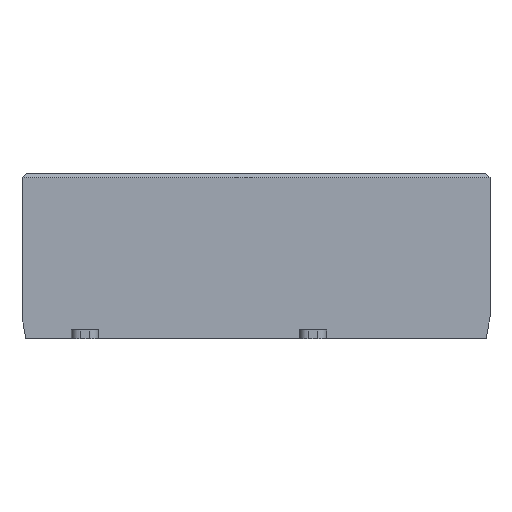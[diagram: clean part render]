
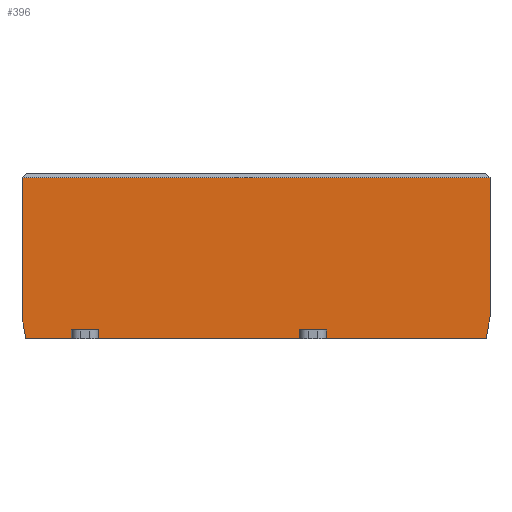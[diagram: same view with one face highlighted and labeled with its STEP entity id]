
A CAD part, front view. The second image highlights one B-rep face of the part: STEP entity #396.
In plain terms, the highlighted planar face has unit normal (0, -1, 0).
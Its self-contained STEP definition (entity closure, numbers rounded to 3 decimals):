
#14 = EDGE_CURVE ( 'NONE', #2278, #1260, #2000, .T. ) ;
#29 = DIRECTION ( 'NONE',  ( 1., 0., 0. ) ) ;
#52 = LINE ( 'NONE', #252, #2378 ) ;
#78 = VECTOR ( 'NONE', #420, 1000. ) ;
#87 = CARTESIAN_POINT ( 'NONE',  ( -5.21, -1.26, -5.7 ) ) ;
#112 = VECTOR ( 'NONE', #1583, 1000. ) ;
#126 = CARTESIAN_POINT ( 'NONE',  ( -5.21, -1.26, 0. ) ) ;
#190 = VERTEX_POINT ( 'NONE', #1849 ) ;
#244 = DIRECTION ( 'NONE',  ( 0.174, 0., 0.985 ) ) ;
#252 = CARTESIAN_POINT ( 'NONE',  ( 5.21, -1.26, -6.18 ) ) ;
#254 = VECTOR ( 'NONE', #770, 1000. ) ;
#256 = ORIENTED_EDGE ( 'NONE', *, *, #1481, .F. ) ;
#290 = EDGE_CURVE ( 'NONE', #825, #325, #52, .T. ) ;
#302 = ORIENTED_EDGE ( 'NONE', *, *, #2041, .T. ) ;
#317 = ORIENTED_EDGE ( 'NONE', *, *, #1335, .T. ) ;
#325 = VERTEX_POINT ( 'NONE', #867 ) ;
#330 = CARTESIAN_POINT ( 'NONE',  ( 5.21, -1.26, -6.18 ) ) ;
#345 = DIRECTION ( 'NONE',  ( -1., 0., 0. ) ) ;
#396 = ADVANCED_FACE ( 'NONE', ( #1966 ), #2150, .T. ) ;
#420 = DIRECTION ( 'NONE',  ( -1., 0., 0. ) ) ;
#455 = CARTESIAN_POINT ( 'NONE',  ( 5.122, -1.26, -6.2 ) ) ;
#479 = ORIENTED_EDGE ( 'NONE', *, *, #1115, .T. ) ;
#481 = LINE ( 'NONE', #330, #661 ) ;
#526 = DIRECTION ( 'NONE',  ( -1., 0., 0. ) ) ;
#551 = ORIENTED_EDGE ( 'NONE', *, *, #854, .T. ) ;
#585 = LINE ( 'NONE', #1406, #1202 ) ;
#598 = CARTESIAN_POINT ( 'NONE',  ( 5.125, -1.26, -6.18 ) ) ;
#632 = DIRECTION ( 'NONE',  ( -1., 0., 0. ) ) ;
#661 = VECTOR ( 'NONE', #526, 1000. ) ;
#678 = VECTOR ( 'NONE', #345, 1000. ) ;
#685 = LINE ( 'NONE', #87, #2242 ) ;
#701 = LINE ( 'NONE', #455, #2261 ) ;
#724 = VERTEX_POINT ( 'NONE', #2357 ) ;
#770 = DIRECTION ( 'NONE',  ( 0., 0., -1. ) ) ;
#773 = EDGE_CURVE ( 'NONE', #190, #1151, #1361, .T. ) ;
#778 = ORIENTED_EDGE ( 'NONE', *, *, #14, .F. ) ;
#825 = VERTEX_POINT ( 'NONE', #598 ) ;
#854 = EDGE_CURVE ( 'NONE', #2098, #724, #585, .T. ) ;
#855 = EDGE_LOOP ( 'NONE', ( #1554, #904, #1468, #479, #1887, #256, #2219, #302, #317, #1644, #2463, #778, #1711, #551 ) ) ;
#867 = CARTESIAN_POINT ( 'NONE',  ( 1.57, -1.26, -6.18 ) ) ;
#895 = CARTESIAN_POINT ( 'NONE',  ( -4.11, -1.26, -5.99 ) ) ;
#901 = VECTOR ( 'NONE', #1869, 1000. ) ;
#904 = ORIENTED_EDGE ( 'NONE', *, *, #1558, .F. ) ;
#915 = VERTEX_POINT ( 'NONE', #1465 ) ;
#918 = DIRECTION ( 'NONE',  ( 0.174, 0., -0.985 ) ) ;
#936 = AXIS2_PLACEMENT_3D ( 'NONE', #126, #1565, #968 ) ;
#958 = CARTESIAN_POINT ( 'NONE',  ( 5.21, -1.26, -0.5 ) ) ;
#968 = DIRECTION ( 'NONE',  ( 0., 0., -1. ) ) ;
#983 = CARTESIAN_POINT ( 'NONE',  ( 0.97, -1.26, -5.99 ) ) ;
#1017 = EDGE_CURVE ( 'NONE', #2278, #2098, #2638, .T. ) ;
#1042 = CARTESIAN_POINT ( 'NONE',  ( -5.125, -1.26, -6.18 ) ) ;
#1087 = CARTESIAN_POINT ( 'NONE',  ( -3.51, -1.26, -5.99 ) ) ;
#1115 = EDGE_CURVE ( 'NONE', #190, #1182, #1920, .T. ) ;
#1151 = VERTEX_POINT ( 'NONE', #1698 ) ;
#1182 = VERTEX_POINT ( 'NONE', #1987 ) ;
#1187 = VECTOR ( 'NONE', #29, 1000. ) ;
#1202 = VECTOR ( 'NONE', #2573, 1000. ) ;
#1203 = CARTESIAN_POINT ( 'NONE',  ( -3.51, -1.26, -6.18 ) ) ;
#1208 = VECTOR ( 'NONE', #1488, 1000. ) ;
#1260 = VERTEX_POINT ( 'NONE', #1437 ) ;
#1298 = LINE ( 'NONE', #1087, #901 ) ;
#1335 = EDGE_CURVE ( 'NONE', #915, #325, #2257, .T. ) ;
#1361 = LINE ( 'NONE', #1841, #2272 ) ;
#1391 = EDGE_CURVE ( 'NONE', #1182, #1633, #1298, .T. ) ;
#1406 = CARTESIAN_POINT ( 'NONE',  ( -5.21, -1.26, -0.5 ) ) ;
#1437 = CARTESIAN_POINT ( 'NONE',  ( 5.21, -1.26, -5.7 ) ) ;
#1459 = CARTESIAN_POINT ( 'NONE',  ( 0.97, -1.26, -5.99 ) ) ;
#1465 = CARTESIAN_POINT ( 'NONE',  ( 1.57, -1.26, -5.99 ) ) ;
#1468 = ORIENTED_EDGE ( 'NONE', *, *, #773, .F. ) ;
#1481 = EDGE_CURVE ( 'NONE', #1824, #1633, #2541, .T. ) ;
#1488 = DIRECTION ( 'NONE',  ( 1., 0., 0. ) ) ;
#1554 = ORIENTED_EDGE ( 'NONE', *, *, #2596, .T. ) ;
#1558 = EDGE_CURVE ( 'NONE', #1151, #2218, #481, .T. ) ;
#1563 = DIRECTION ( 'NONE',  ( 0., 0., -1. ) ) ;
#1565 = DIRECTION ( 'NONE',  ( 0., -1., 0. ) ) ;
#1583 = DIRECTION ( 'NONE',  ( 0., 0., -1. ) ) ;
#1598 = LINE ( 'NONE', #983, #2615 ) ;
#1603 = EDGE_CURVE ( 'NONE', #2431, #1824, #1598, .T. ) ;
#1633 = VERTEX_POINT ( 'NONE', #1203 ) ;
#1644 = ORIENTED_EDGE ( 'NONE', *, *, #290, .F. ) ;
#1698 = CARTESIAN_POINT ( 'NONE',  ( -4.11, -1.26, -6.18 ) ) ;
#1708 = CARTESIAN_POINT ( 'NONE',  ( 0.97, -1.26, -5.99 ) ) ;
#1711 = ORIENTED_EDGE ( 'NONE', *, *, #1017, .T. ) ;
#1751 = CARTESIAN_POINT ( 'NONE',  ( 0.97, -1.26, -6.18 ) ) ;
#1764 = CARTESIAN_POINT ( 'NONE',  ( 5.21, -1.26, -2.6 ) ) ;
#1812 = CARTESIAN_POINT ( 'NONE',  ( -5.21, -1.26, -2.6 ) ) ;
#1824 = VERTEX_POINT ( 'NONE', #1751 ) ;
#1841 = CARTESIAN_POINT ( 'NONE',  ( -4.11, -1.26, -5.99 ) ) ;
#1844 = CARTESIAN_POINT ( 'NONE',  ( 1.57, -1.26, -5.99 ) ) ;
#1849 = CARTESIAN_POINT ( 'NONE',  ( -4.11, -1.26, -5.99 ) ) ;
#1869 = DIRECTION ( 'NONE',  ( 0., 0., -1. ) ) ;
#1887 = ORIENTED_EDGE ( 'NONE', *, *, #1391, .T. ) ;
#1889 = CARTESIAN_POINT ( 'NONE',  ( -5.21, -1.26, -2.6 ) ) ;
#1907 = LINE ( 'NONE', #1459, #1187 ) ;
#1920 = LINE ( 'NONE', #895, #1208 ) ;
#1966 = FACE_OUTER_BOUND ( 'NONE', #855, .T. ) ;
#1987 = CARTESIAN_POINT ( 'NONE',  ( -3.51, -1.26, -5.99 ) ) ;
#2000 = LINE ( 'NONE', #958, #112 ) ;
#2041 = EDGE_CURVE ( 'NONE', #2431, #915, #1907, .T. ) ;
#2098 = VERTEX_POINT ( 'NONE', #1889 ) ;
#2132 = EDGE_CURVE ( 'NONE', #825, #1260, #701, .T. ) ;
#2150 = PLANE ( 'NONE',  #936 ) ;
#2217 = DIRECTION ( 'NONE',  ( 0., 0., -1. ) ) ;
#2218 = VERTEX_POINT ( 'NONE', #1042 ) ;
#2219 = ORIENTED_EDGE ( 'NONE', *, *, #1603, .F. ) ;
#2242 = VECTOR ( 'NONE', #918, 1000. ) ;
#2257 = LINE ( 'NONE', #1844, #254 ) ;
#2261 = VECTOR ( 'NONE', #244, 1000. ) ;
#2272 = VECTOR ( 'NONE', #1563, 1000. ) ;
#2278 = VERTEX_POINT ( 'NONE', #1764 ) ;
#2357 = CARTESIAN_POINT ( 'NONE',  ( -5.21, -1.26, -5.7 ) ) ;
#2378 = VECTOR ( 'NONE', #632, 1000. ) ;
#2431 = VERTEX_POINT ( 'NONE', #1708 ) ;
#2463 = ORIENTED_EDGE ( 'NONE', *, *, #2132, .T. ) ;
#2527 = CARTESIAN_POINT ( 'NONE',  ( 5.21, -1.26, -6.18 ) ) ;
#2541 = LINE ( 'NONE', #2527, #78 ) ;
#2573 = DIRECTION ( 'NONE',  ( 0., 0., -1. ) ) ;
#2596 = EDGE_CURVE ( 'NONE', #724, #2218, #685, .T. ) ;
#2615 = VECTOR ( 'NONE', #2217, 1000. ) ;
#2638 = LINE ( 'NONE', #1812, #678 ) ;
